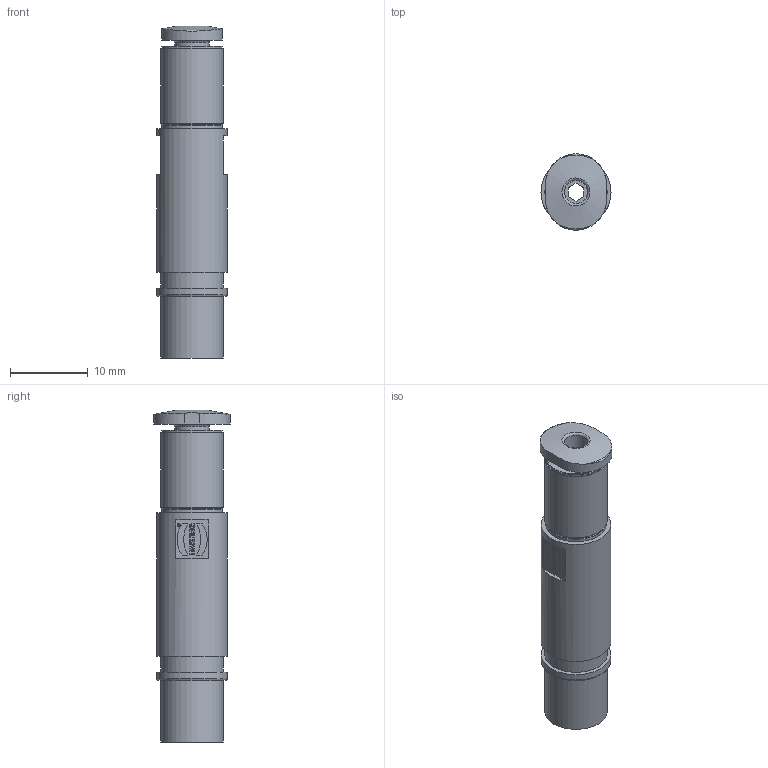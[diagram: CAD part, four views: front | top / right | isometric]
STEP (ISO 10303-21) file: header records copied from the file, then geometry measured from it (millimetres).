
FILE_DESCRIPTION(/* description */ (''),/* implementation_level */ '2;1');
FILE_NAME(/* name */ '100661134ugm000_d.stp',/* time_stamp */ '2017-11-22T15:30:03+01:00',/* author */ (''),/* organization */ (''),/* preprocessor_version */ 'ST-DEVELOPER v16',/* originating_system */ 'SIEMENS PLM Software NX 10.0',/* authorisation */ '');
FILE_SCHEMA (('AUTOMOTIVE_DESIGN { 1 0 10303 214 3 1 1 1 }'));
Length unit declared in the file: millimetre
Products named in the file (1): 100661134ugm000_d
Bounding box: 9 x 9.8 x 42.6 mm (x, y, z)
Volume: 1745.4 mm3; surface area: 1898 mm2
Topology: 1 solids, 1 shells, 148 faces, 435 edges, 396 vertices
Faces by surface type: plane 110, cylinder 20, torus 7, extrusion 6, cone 5
Full cylindrical faces by diameter (mm): 0.268 x1, 0.394 x1, 3 x1, 4 x1, 4.4 x1, 6.6 x1, 7.8 x3, 8 x3, 9 x2
Entity records: 5959 total; most frequent: CARTESIAN_POINT 1493, DIRECTION 724, ORIENTED_EDGE 646, EDGE_CURVE 323, VECTOR 322, LINE 316, VERTEX_POINT 228, EDGE_LOOP 201
